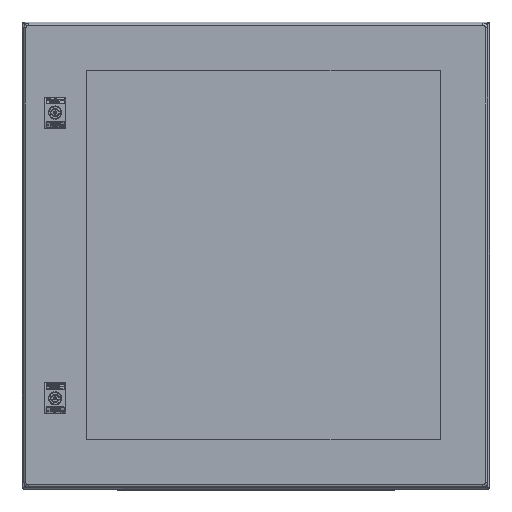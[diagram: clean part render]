
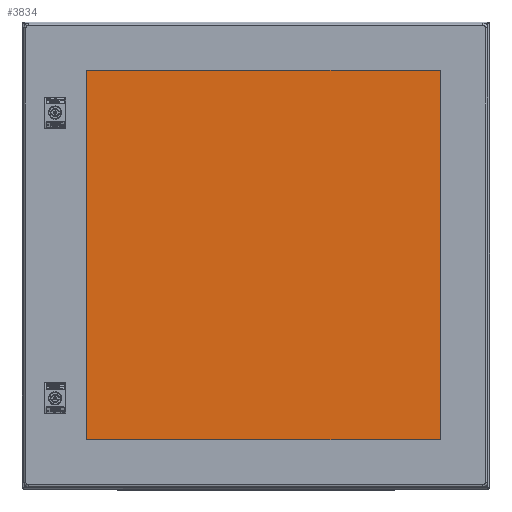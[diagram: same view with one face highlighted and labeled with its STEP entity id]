
A CAD part, top view. The second image highlights one B-rep face of the part: STEP entity #3834.
In plain terms, the highlighted planar face has unit normal (0, 0, 1).
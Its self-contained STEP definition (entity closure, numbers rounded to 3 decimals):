
#3834=ADVANCED_FACE('',(#11689),#11690,.F.);
#11689=FACE_OUTER_BOUND('',#27795,.T.);
#11690=PLANE('',#27796);
#27795=EDGE_LOOP('',(#59861,#59862,#59863,#59864));
#27796=AXIS2_PLACEMENT_3D('',#59865,#59866,#59867);
#59861=ORIENTED_EDGE('',*,*,#71037,.F.);
#59862=ORIENTED_EDGE('',*,*,#70935,.F.);
#59863=ORIENTED_EDGE('',*,*,#71038,.F.);
#59864=ORIENTED_EDGE('',*,*,#70859,.F.);
#59865=CARTESIAN_POINT('',(9.2,0.5,199.01));
#59866=DIRECTION('',(0.0,0.0,-1.0));
#59867=DIRECTION('',(-1.0,0.0,0.0));
#70859=EDGE_CURVE('',#87650,#87652,#87653,.T.);
#70935=EDGE_CURVE('',#87778,#87780,#87781,.T.);
#71037=EDGE_CURVE('',#87780,#87650,#87941,.T.);
#71038=EDGE_CURVE('',#87652,#87778,#87942,.T.);
#87650=VERTEX_POINT('',#121283);
#87652=VERTEX_POINT('',#121286);
#87653=LINE('',#121287,#121288);
#87778=VERTEX_POINT('',#121466);
#87780=VERTEX_POINT('',#121469);
#87781=LINE('',#121470,#121471);
#87941=LINE('',#121794,#121795);
#87942=LINE('',#121796,#121797);
#121283=CARTESIAN_POINT('',(251.7,-252.0,199.01));
#121286=CARTESIAN_POINT('',(-233.3,-252.0,199.01));
#121287=CARTESIAN_POINT('',(251.7,-252.0,199.01));
#121288=VECTOR('',#137022,485.0);
#121466=CARTESIAN_POINT('',(-233.3,253.0,199.01));
#121469=CARTESIAN_POINT('',(251.7,253.0,199.01));
#121470=CARTESIAN_POINT('',(-233.3,253.0,199.01));
#121471=VECTOR('',#137140,485.0);
#121794=CARTESIAN_POINT('',(251.7,253.0,199.01));
#121795=VECTOR('',#137286,505.0);
#121796=CARTESIAN_POINT('',(-233.3,-252.0,199.01));
#121797=VECTOR('',#137287,505.0);
#137022=DIRECTION('',(-1.0,0.0,0.0));
#137140=DIRECTION('',(1.0,0.0,0.0));
#137286=DIRECTION('',(0.0,-1.0,0.0));
#137287=DIRECTION('',(0.0,1.0,0.0));
